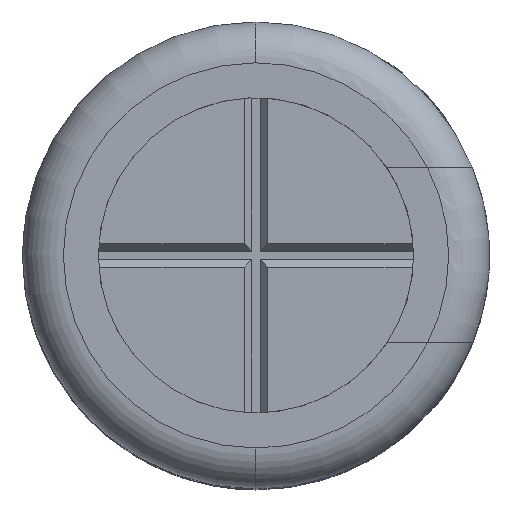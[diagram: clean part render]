
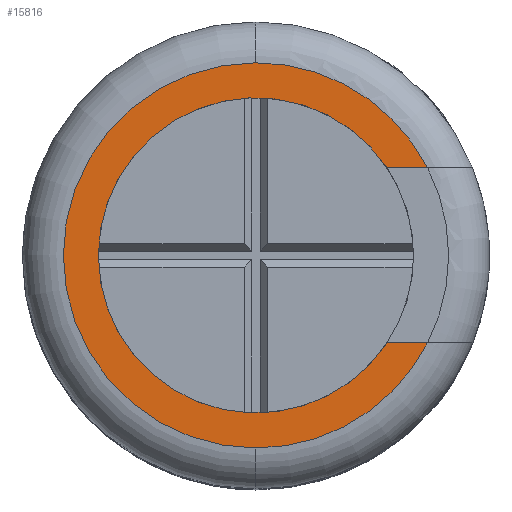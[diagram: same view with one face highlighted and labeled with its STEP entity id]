
A CAD part, top view. The second image highlights one B-rep face of the part: STEP entity #15816.
In plain terms, the highlighted planar face has unit normal (0, 0, 1).
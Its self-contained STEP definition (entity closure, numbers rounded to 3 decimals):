
#1507 = CIRCLE ( 'NONE', #11621, 2.7 ) ;
#1978 = VECTOR ( 'NONE', #24784, 1000. ) ;
#2159 = AXIS2_PLACEMENT_3D ( 'NONE', #32209, #9151, #11219 ) ;
#2936 = CARTESIAN_POINT ( 'NONE',  ( 0., -3.3, 11.5 ) ) ;
#2997 = ORIENTED_EDGE ( 'NONE', *, *, #18116, .F. ) ;
#3188 = LINE ( 'NONE', #14427, #1978 ) ;
#3896 = EDGE_CURVE ( 'NONE', #16667, #7364, #3188, .T. ) ;
#3904 = DIRECTION ( 'NONE',  ( 0., -1., 0. ) ) ;
#3922 = ORIENTED_EDGE ( 'NONE', *, *, #30265, .T. ) ;
#4124 = CARTESIAN_POINT ( 'NONE',  ( 2.245, -1.5, 11.5 ) ) ;
#4815 = CARTESIAN_POINT ( 'NONE',  ( 2.245, 1.5, 11.5 ) ) ;
#5214 = DIRECTION ( 'NONE',  ( 0., 0., -1. ) ) ;
#7128 = DIRECTION ( 'NONE',  ( 0., 0., -1. ) ) ;
#7364 = VERTEX_POINT ( 'NONE', #4124 ) ;
#8689 = CARTESIAN_POINT ( 'NONE',  ( 2.939, -1.5, 11.5 ) ) ;
#9151 = DIRECTION ( 'NONE',  ( 0., 0., -1. ) ) ;
#9283 = FACE_OUTER_BOUND ( 'NONE', #13440, .T. ) ;
#9518 = EDGE_CURVE ( 'NONE', #7364, #17287, #1507, .T. ) ;
#9991 = AXIS2_PLACEMENT_3D ( 'NONE', #31956, #16249, #3904 ) ;
#9998 = EDGE_CURVE ( 'NONE', #22993, #13692, #23961, .T. ) ;
#11219 = DIRECTION ( 'NONE',  ( -1., 0., 0. ) ) ;
#11621 = AXIS2_PLACEMENT_3D ( 'NONE', #19944, #24921, #19611 ) ;
#12492 = CARTESIAN_POINT ( 'NONE',  ( 0., 0., 11.5 ) ) ;
#13440 = EDGE_LOOP ( 'NONE', ( #17307, #3922, #15629, #17997, #24107, #2997, #26511 ) ) ;
#13692 = VERTEX_POINT ( 'NONE', #33634 ) ;
#14427 = CARTESIAN_POINT ( 'NONE',  ( 0., -1.5, 11.5 ) ) ;
#15593 = CARTESIAN_POINT ( 'NONE',  ( 0., 1.5, 11.5 ) ) ;
#15629 = ORIENTED_EDGE ( 'NONE', *, *, #31257, .T. ) ;
#15816 = ADVANCED_FACE ( 'NONE', ( #9283 ), #29396, .T. ) ;
#15825 = CIRCLE ( 'NONE', #29186, 3.3 ) ;
#16249 = DIRECTION ( 'NONE',  ( 0., 0., -1. ) ) ;
#16667 = VERTEX_POINT ( 'NONE', #8689 ) ;
#17287 = VERTEX_POINT ( 'NONE', #18473 ) ;
#17307 = ORIENTED_EDGE ( 'NONE', *, *, #9518, .T. ) ;
#17989 = AXIS2_PLACEMENT_3D ( 'NONE', #23424, #5214, #26214 ) ;
#17997 = ORIENTED_EDGE ( 'NONE', *, *, #31156, .F. ) ;
#18116 = EDGE_CURVE ( 'NONE', #16667, #22993, #18532, .T. ) ;
#18473 = CARTESIAN_POINT ( 'NONE',  ( -2.7, 0., 11.5 ) ) ;
#18532 = CIRCLE ( 'NONE', #9991, 3.3 ) ;
#19611 = DIRECTION ( 'NONE',  ( -1., 0., 0. ) ) ;
#19944 = CARTESIAN_POINT ( 'NONE',  ( 0., 0., 11.5 ) ) ;
#22321 = VERTEX_POINT ( 'NONE', #4815 ) ;
#22460 = AXIS2_PLACEMENT_3D ( 'NONE', #32238, #26882, #29516 ) ;
#22993 = VERTEX_POINT ( 'NONE', #2936 ) ;
#23369 = CARTESIAN_POINT ( 'NONE',  ( 2.939, 1.5, 11.5 ) ) ;
#23424 = CARTESIAN_POINT ( 'NONE',  ( 0., 0., 11.5 ) ) ;
#23961 = CIRCLE ( 'NONE', #17989, 3.3 ) ;
#24107 = ORIENTED_EDGE ( 'NONE', *, *, #9998, .F. ) ;
#24784 = DIRECTION ( 'NONE',  ( -1., 0., 0. ) ) ;
#24921 = DIRECTION ( 'NONE',  ( 0., 0., -1. ) ) ;
#24931 = CIRCLE ( 'NONE', #2159, 2.7 ) ;
#26214 = DIRECTION ( 'NONE',  ( 0., -1., 0. ) ) ;
#26511 = ORIENTED_EDGE ( 'NONE', *, *, #3896, .T. ) ;
#26882 = DIRECTION ( 'NONE',  ( 0., 0., 1. ) ) ;
#26919 = LINE ( 'NONE', #15593, #32660 ) ;
#28126 = VERTEX_POINT ( 'NONE', #23369 ) ;
#28904 = DIRECTION ( 'NONE',  ( 1., 0., 0. ) ) ;
#29186 = AXIS2_PLACEMENT_3D ( 'NONE', #12492, #7128, #33369 ) ;
#29396 = PLANE ( 'NONE',  #22460 ) ;
#29516 = DIRECTION ( 'NONE',  ( 1., 0., 0. ) ) ;
#30265 = EDGE_CURVE ( 'NONE', #17287, #22321, #24931, .T. ) ;
#31156 = EDGE_CURVE ( 'NONE', #13692, #28126, #15825, .T. ) ;
#31257 = EDGE_CURVE ( 'NONE', #22321, #28126, #26919, .T. ) ;
#31956 = CARTESIAN_POINT ( 'NONE',  ( 0., 0., 11.5 ) ) ;
#32209 = CARTESIAN_POINT ( 'NONE',  ( 0., 0., 11.5 ) ) ;
#32238 = CARTESIAN_POINT ( 'NONE',  ( 0., 0., 11.5 ) ) ;
#32660 = VECTOR ( 'NONE', #28904, 1000. ) ;
#33369 = DIRECTION ( 'NONE',  ( 0., -1., 0. ) ) ;
#33634 = CARTESIAN_POINT ( 'NONE',  ( 0., 3.3, 11.5 ) ) ;
